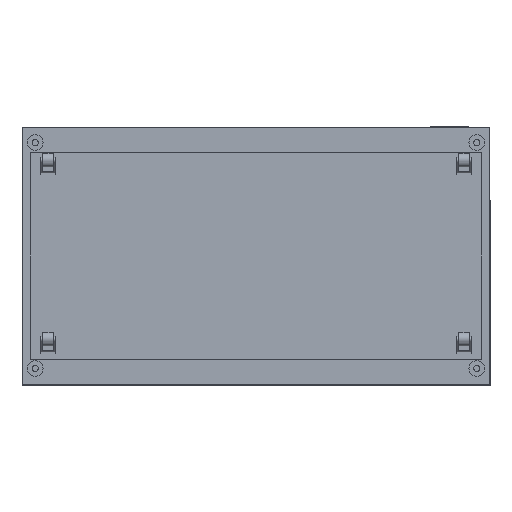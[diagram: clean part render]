
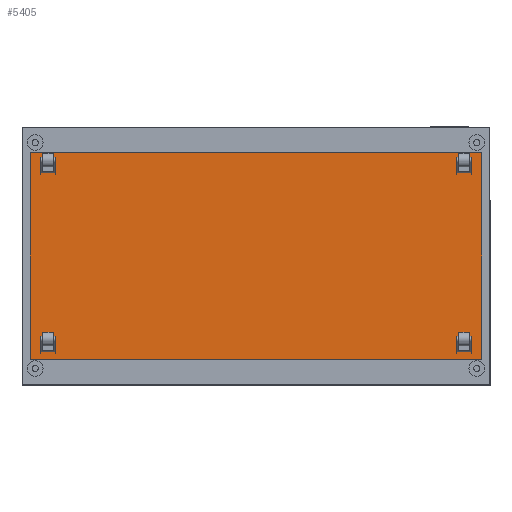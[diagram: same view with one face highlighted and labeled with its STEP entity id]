
A CAD part, front view. The second image highlights one B-rep face of the part: STEP entity #5405.
In plain terms, the highlighted planar face has unit normal (0, -1, 0).
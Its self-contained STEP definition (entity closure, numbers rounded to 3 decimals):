
#108 = CARTESIAN_POINT ( 'NONE',  ( -578.8, -325.3, 265.05 ) ) ;
#315 = DIRECTION ( 'NONE',  ( 0., -1., 0. ) ) ;
#784 = CARTESIAN_POINT ( 'NONE',  ( -578.8, -325.3, -265.05 ) ) ;
#1021 = CARTESIAN_POINT ( 'NONE',  ( 578.8, -325.3, 265.05 ) ) ;
#1380 = ORIENTED_EDGE ( 'NONE', *, *, #10210, .T. ) ;
#1528 = AXIS2_PLACEMENT_3D ( 'NONE', #5234, #315, #3724 ) ;
#1946 = EDGE_CURVE ( 'NONE', #4179, #6062, #8847, .T. ) ;
#2095 = VECTOR ( 'NONE', #9099, 1000. ) ;
#2310 = VECTOR ( 'NONE', #3305, 1000. ) ;
#2418 = CARTESIAN_POINT ( 'NONE',  ( -578.8, -325.3, 265.05 ) ) ;
#3146 = CARTESIAN_POINT ( 'NONE',  ( 578.8, -325.3, 265.05 ) ) ;
#3173 = ORIENTED_EDGE ( 'NONE', *, *, #8752, .T. ) ;
#3305 = DIRECTION ( 'NONE',  ( 1., 0., 0. ) ) ;
#3529 = DIRECTION ( 'NONE',  ( 0., 0., 1. ) ) ;
#3689 = PLANE ( 'NONE',  #1528 ) ;
#3724 = DIRECTION ( 'NONE',  ( 0., 0., -1. ) ) ;
#3784 = EDGE_CURVE ( 'NONE', #7021, #3817, #6151, .T. ) ;
#3817 = VERTEX_POINT ( 'NONE', #2418 ) ;
#3831 = ORIENTED_EDGE ( 'NONE', *, *, #3784, .T. ) ;
#4143 = FACE_OUTER_BOUND ( 'NONE', #9703, .T. ) ;
#4179 = VERTEX_POINT ( 'NONE', #4296 ) ;
#4296 = CARTESIAN_POINT ( 'NONE',  ( -578.8, -325.3, -265.05 ) ) ;
#5234 = CARTESIAN_POINT ( 'NONE',  ( 0., -325.3, 0. ) ) ;
#5405 = ADVANCED_FACE ( 'NONE', ( #4143 ), #3689, .T. ) ;
#6062 = VERTEX_POINT ( 'NONE', #8871 ) ;
#6151 = LINE ( 'NONE', #10560, #9383 ) ;
#6557 = DIRECTION ( 'NONE',  ( -1., 0., 0. ) ) ;
#7021 = VERTEX_POINT ( 'NONE', #3146 ) ;
#7425 = LINE ( 'NONE', #1021, #8733 ) ;
#7470 = LINE ( 'NONE', #108, #2095 ) ;
#8733 = VECTOR ( 'NONE', #3529, 1000. ) ;
#8752 = EDGE_CURVE ( 'NONE', #3817, #4179, #7470, .T. ) ;
#8847 = LINE ( 'NONE', #784, #2310 ) ;
#8871 = CARTESIAN_POINT ( 'NONE',  ( 578.8, -325.3, -265.05 ) ) ;
#9099 = DIRECTION ( 'NONE',  ( 0., 0., -1. ) ) ;
#9383 = VECTOR ( 'NONE', #6557, 1000. ) ;
#9608 = ORIENTED_EDGE ( 'NONE', *, *, #1946, .T. ) ;
#9703 = EDGE_LOOP ( 'NONE', ( #1380, #3831, #3173, #9608 ) ) ;
#10210 = EDGE_CURVE ( 'NONE', #6062, #7021, #7425, .T. ) ;
#10560 = CARTESIAN_POINT ( 'NONE',  ( -578.8, -325.3, 265.05 ) ) ;
